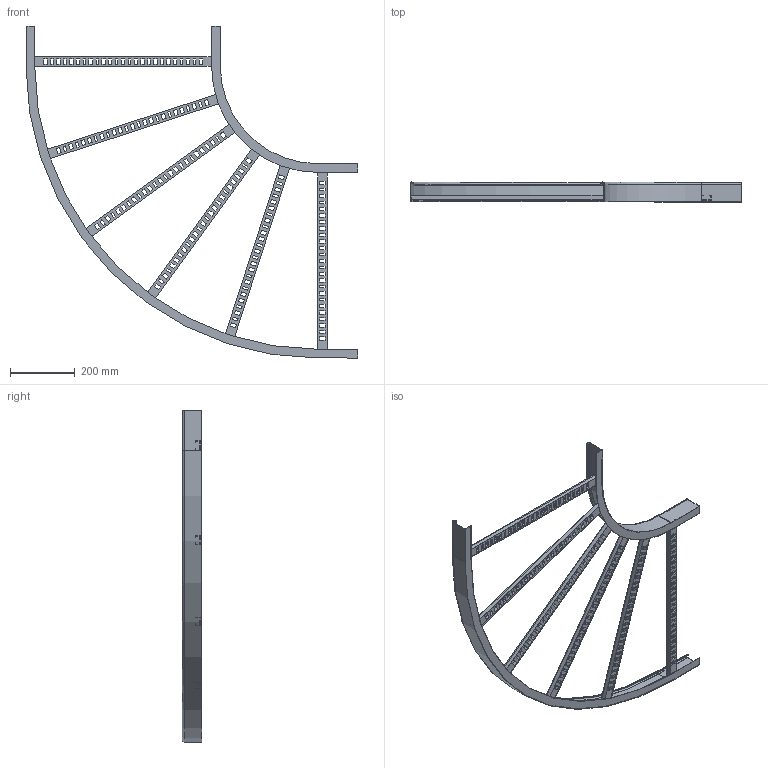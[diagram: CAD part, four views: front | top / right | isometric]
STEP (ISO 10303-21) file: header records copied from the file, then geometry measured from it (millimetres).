
FILE_DESCRIPTION (( 'STEP AP214' ), '1' );
FILE_NAME ('6225050.stp', '2017-03-22T08:47:23', ( '' ), ( '' ), 'SwSTEP 2.0', 'SolidWorks 2016', '' );
FILE_SCHEMA (( 'AUTOMOTIVE_DESIGN' ));
Length unit declared in the file: millimetre
Products named in the file (4): 079986_L=0592; 085721_Auáenholm 60xR900; 085501_Innenholm 60xR300; 6225050
Assembly tree (8 placements, depth 2):
  6225050
    085501_Innenholm 60xR300
    085721_Auáenholm 60xR900
    079986_L=0592  x6
Bounding box: 1025 x 60 x 1025 mm (x, y, z)
Volume: 676220.7 mm3; surface area: 932893.4 mm2
Topology: 8 solids, 8 shells, 852 faces, 2468 edges, 1632 vertices
Faces by surface type: plane 830, cylinder 18, torus 4
Entity records: 6502 total; most frequent: CARTESIAN_POINT 1113, ORIENTED_EDGE 1096, DIRECTION 1010, EDGE_CURVE 548, VECTOR 512, LINE 512, VERTEX_POINT 352, EDGE_LOOP 252
